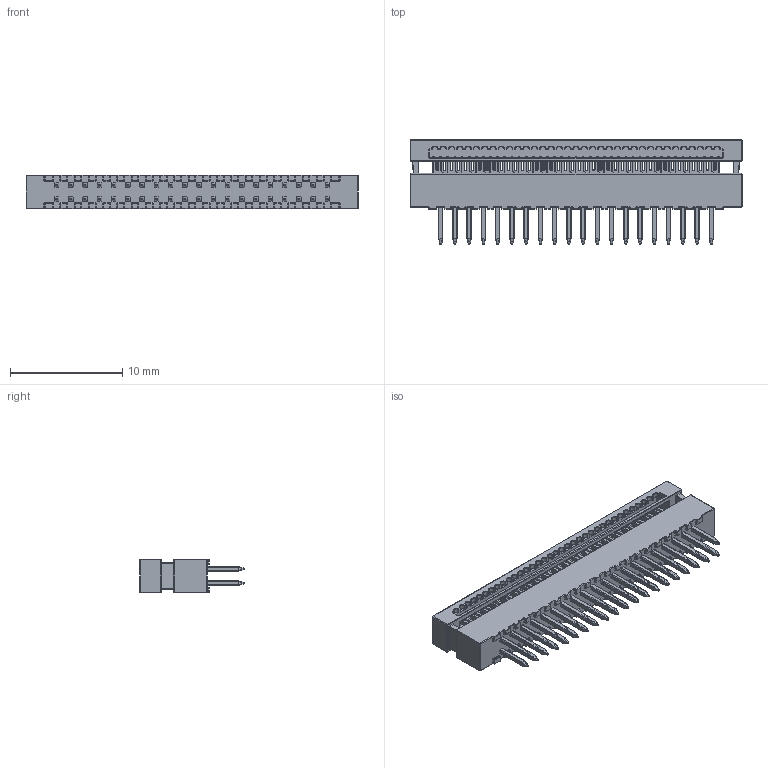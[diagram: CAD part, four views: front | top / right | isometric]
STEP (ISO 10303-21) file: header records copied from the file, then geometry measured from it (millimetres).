
FILE_DESCRIPTION (( 'STEP AP214' ), '1' );
FILE_NAME ('M50-3802042.STEP', '2018-02-01T19:05:36', ( '' ), ( '' ), 'SwSTEP 2.0', 'SolidWorks 2014', '' );
FILE_SCHEMA (( 'AUTOMOTIVE_DESIGN' ));
Length unit declared in the file: millimetre
Products named in the file (1): M50-3802042
Bounding box: 29.6 x 9.3 x 3 mm (x, y, z)
Volume: 365 mm3; surface area: 1135 mm2
Topology: 2 solids, 2 shells, 5236 faces, 12437 edges, 6474 vertices
Faces by surface type: cylinder 2542, plane 1290, sphere 816, torus 424, bspline 164
Entity records: 171208 total; most frequent: CARTESIAN_POINT 28568, DIRECTION 25115, ORIENTED_EDGE 23242, EDGE_CURVE 11621, AXIS2_PLACEMENT_3D 9565, VERTEX_POINT 6474, VECTOR 5985, LINE 5985
